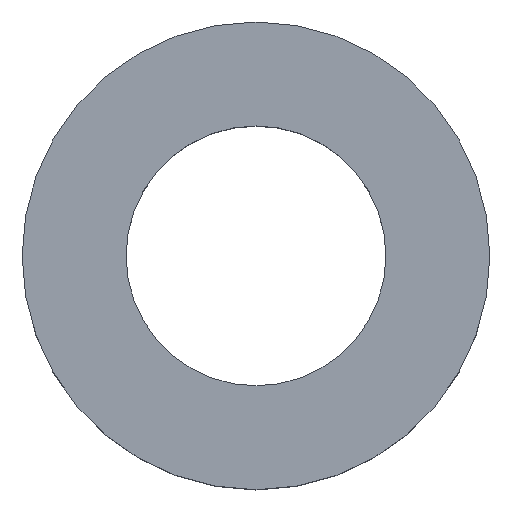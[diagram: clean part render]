
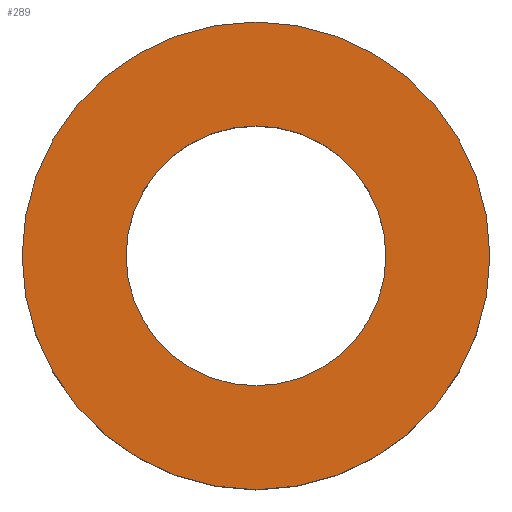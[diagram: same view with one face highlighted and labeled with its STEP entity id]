
A CAD part, top view. The second image highlights one B-rep face of the part: STEP entity #289.
In plain terms, the highlighted planar face has unit normal (0, 0, 1).
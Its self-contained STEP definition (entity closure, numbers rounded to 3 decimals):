
#13 = AXIS2_PLACEMENT_3D ( 'NONE', #21, #197, #361 ) ;
#17 = ORIENTED_EDGE ( 'NONE', *, *, #399, .F. ) ;
#18 = CARTESIAN_POINT ( 'NONE',  ( 9., 0., 5.5 ) ) ;
#21 = CARTESIAN_POINT ( 'NONE',  ( 0., 0., 5.5 ) ) ;
#23 = CIRCLE ( 'NONE', #395, 9. ) ;
#35 = EDGE_CURVE ( 'NONE', #67, #331, #128, .T. ) ;
#40 = ORIENTED_EDGE ( 'NONE', *, *, #35, .F. ) ;
#52 = CARTESIAN_POINT ( 'NONE',  ( 5., 0., 5.5 ) ) ;
#67 = VERTEX_POINT ( 'NONE', #179 ) ;
#81 = AXIS2_PLACEMENT_3D ( 'NONE', #374, #314, #122 ) ;
#90 = DIRECTION ( 'NONE',  ( 1., 0., 0. ) ) ;
#96 = AXIS2_PLACEMENT_3D ( 'NONE', #154, #251, #292 ) ;
#110 = CARTESIAN_POINT ( 'NONE',  ( 0., 0., 5.5 ) ) ;
#122 = DIRECTION ( 'NONE',  ( 1., 0., 0. ) ) ;
#128 = CIRCLE ( 'NONE', #81, 5. ) ;
#132 = EDGE_LOOP ( 'NONE', ( #216, #313 ) ) ;
#154 = CARTESIAN_POINT ( 'NONE',  ( 0., 0., 5.5 ) ) ;
#156 = FACE_OUTER_BOUND ( 'NONE', #132, .T. ) ;
#166 = EDGE_CURVE ( 'NONE', #327, #324, #23, .T. ) ;
#175 = CIRCLE ( 'NONE', #96, 9. ) ;
#179 = CARTESIAN_POINT ( 'NONE',  ( -5., 0., 5.5 ) ) ;
#197 = DIRECTION ( 'NONE',  ( 0., 0., 1. ) ) ;
#216 = ORIENTED_EDGE ( 'NONE', *, *, #273, .T. ) ;
#223 = CARTESIAN_POINT ( 'NONE',  ( 0., 0., 5.5 ) ) ;
#251 = DIRECTION ( 'NONE',  ( 0., 0., 1. ) ) ;
#273 = EDGE_CURVE ( 'NONE', #324, #327, #175, .T. ) ;
#284 = PLANE ( 'NONE',  #300 ) ;
#287 = FACE_BOUND ( 'NONE', #381, .T. ) ;
#289 = ADVANCED_FACE ( 'NONE', ( #156, #287 ), #284, .T. ) ;
#292 = DIRECTION ( 'NONE',  ( 1., 0., 0. ) ) ;
#300 = AXIS2_PLACEMENT_3D ( 'NONE', #223, #358, #387 ) ;
#313 = ORIENTED_EDGE ( 'NONE', *, *, #166, .T. ) ;
#314 = DIRECTION ( 'NONE',  ( 0., 0., 1. ) ) ;
#324 = VERTEX_POINT ( 'NONE', #391 ) ;
#327 = VERTEX_POINT ( 'NONE', #18 ) ;
#331 = VERTEX_POINT ( 'NONE', #52 ) ;
#342 = DIRECTION ( 'NONE',  ( 0., 0., 1. ) ) ;
#358 = DIRECTION ( 'NONE',  ( 0., 0., 1. ) ) ;
#361 = DIRECTION ( 'NONE',  ( 1., 0., 0. ) ) ;
#374 = CARTESIAN_POINT ( 'NONE',  ( 0., 0., 5.5 ) ) ;
#381 = EDGE_LOOP ( 'NONE', ( #40, #17 ) ) ;
#387 = DIRECTION ( 'NONE',  ( 1., 0., 0. ) ) ;
#391 = CARTESIAN_POINT ( 'NONE',  ( -9., 0., 5.5 ) ) ;
#395 = AXIS2_PLACEMENT_3D ( 'NONE', #110, #342, #90 ) ;
#396 = CIRCLE ( 'NONE', #13, 5. ) ;
#399 = EDGE_CURVE ( 'NONE', #331, #67, #396, .T. ) ;
